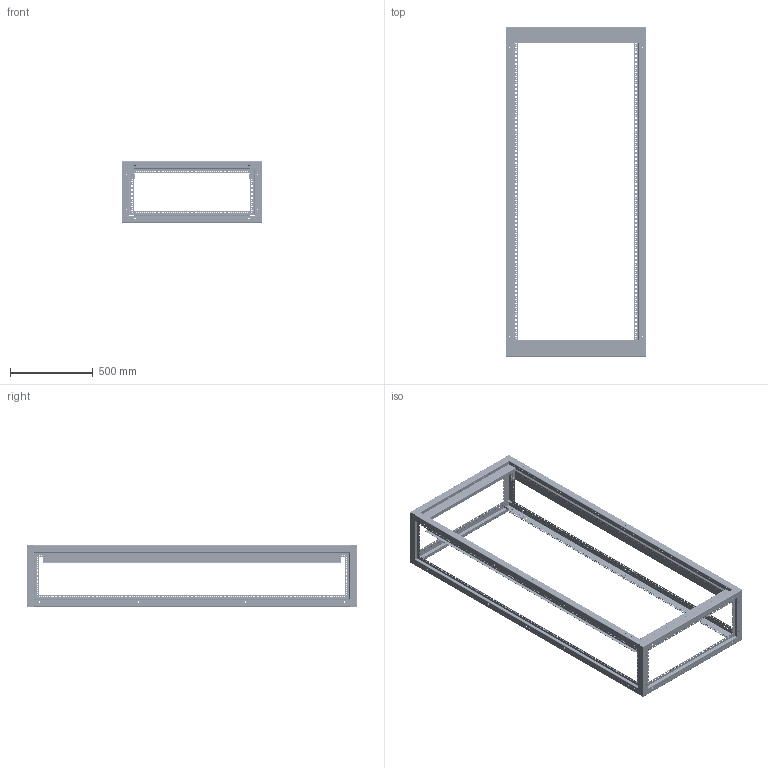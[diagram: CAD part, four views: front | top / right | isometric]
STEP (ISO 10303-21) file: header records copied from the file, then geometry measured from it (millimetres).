
FILE_DESCRIPTION(('STEP AP214'),'1');
FILE_NAME('cctmp_9D80B8D2-FB00-4970-9C6E-7183BC6B0A67_2023_07_22_16_09_51_0446..stp','2023-07-22T14:09:56',('SIEMENS A&D'),('CADClick - www.CADClick.com'),'Spatial InterOp 3D postprocessed',' ','unknown authorization');
FILE_SCHEMA(('AUTOMOTIVE_DESIGN'));
Length unit declared in the file: millimetre
Products named in the file (27): cc_unnamed; 2023_07_22_16_09_51_0282; 2023_07_22_16_09_51_0278; 2023_07_22_16_09_51_0274; 2023_07_22_16_09_51_0270; 2023_07_22_16_09_51_0266; 2023_07_22_16_09_51_0262; 2023_07_22_16_09_51_0258; 2023_07_22_16_09_51_0254; 2023_07_22_16_09_51_0250; 2023_07_22_16_09_51_0246; 2023_07_22_16_09_51_0242; 2023_07_22_16_09_51_0238; 2023_07_22_16_09_51_0234; 2023_07_22_16_09_51_0230; 2023_07_22_16_09_51_0226; 2023_07_22_16_09_51_0222; 2023_07_22_16_09_51_0218; 2023_07_22_16_09_51_0214; 2023_07_22_16_09_51_0210; 2023_07_22_16_09_51_0206; 2023_07_22_16_09_51_0202; 2023_07_22_16_09_51_0198; 2023_07_22_16_09_51_0194; 2023_07_22_16_09_51_0190; 2023_07_22_16_09_51_0186; 2023_07_22_16_09_51_0182
Assembly tree (26 placements, depth 2):
  cc_unnamed
    2023_07_22_16_09_51_0282
    2023_07_22_16_09_51_0278
    2023_07_22_16_09_51_0274
    2023_07_22_16_09_51_0270
    2023_07_22_16_09_51_0266
    2023_07_22_16_09_51_0262
    2023_07_22_16_09_51_0258
    2023_07_22_16_09_51_0254
    2023_07_22_16_09_51_0250
    2023_07_22_16_09_51_0246
    2023_07_22_16_09_51_0242
    2023_07_22_16_09_51_0238
    2023_07_22_16_09_51_0234
    2023_07_22_16_09_51_0230
    2023_07_22_16_09_51_0226
    2023_07_22_16_09_51_0222
    2023_07_22_16_09_51_0218
    2023_07_22_16_09_51_0214
    2023_07_22_16_09_51_0210
    2023_07_22_16_09_51_0206
    2023_07_22_16_09_51_0202
    2023_07_22_16_09_51_0198
    2023_07_22_16_09_51_0194
    2023_07_22_16_09_51_0190
    2023_07_22_16_09_51_0186
    2023_07_22_16_09_51_0182
Bounding box: 850 x 2000 x 375 mm (x, y, z)
Volume: 4773054.7 mm3; surface area: 5326664.4 mm2
Topology: 26 solids, 26 shells, 5712 faces, 16840 edges, 11164 vertices
Faces by surface type: plane 3220, cylinder 2428, cone 64
Entity records: 216012 total; most frequent: CARTESIAN_POINT 34023, ORIENTED_EDGE 33680, DIRECTION 33302, EDGE_CURVE 16840, LINE 11808, VECTOR 11808, VERTEX_POINT 11164, AXIS2_PLACEMENT_3D 10747
